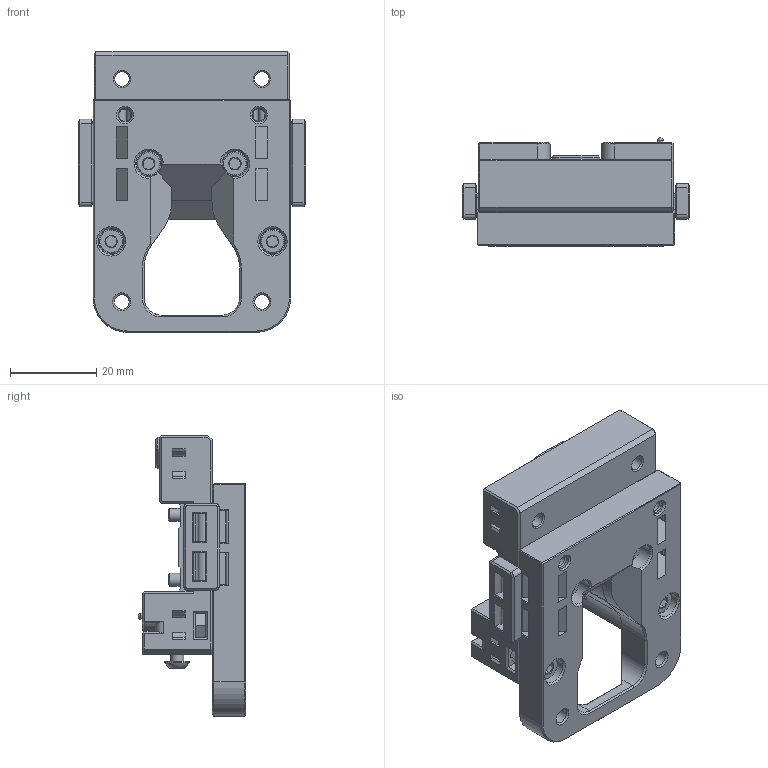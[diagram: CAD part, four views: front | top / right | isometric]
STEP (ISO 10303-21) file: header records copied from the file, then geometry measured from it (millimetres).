
FILE_DESCRIPTION(/* description */ (''),/* implementation_level */ '2;1');
FILE_NAME(/* name */ 'Xol_Carriage_MGN9H PB.step',/* time_stamp */ '2023-08-21T12:53:13+02:00',/* author */ (''),/* organization */ (''),/* preprocessor_version */ 'ST-DEVELOPER v20',/* originating_system */ 'Autodesk Translation Framework v12.9.0.99',/* authorisation */ '');
FILE_SCHEMA (('AUTOMOTIVE_DESIGN { 1 0 10303 214 3 1 1 }'));
Length unit declared in the file: millimetre
Products named in the file (13): (Unsaved); Xol_Carriage_Rear_MGN9H (1); Xol_Carriage_Front_MGN9H (1); Hardware (2); M3x6 BHCS (2); M3 Hexnut (2); M2 Threaded Insert (1); M3x8 SHCS (2); M3 Threaded Insert (1) v1 (2); Belt clip (1); Parallel Pin 3 x 26 (1); Belt clip (1) (1); Parallel Pin 3 x 26 (1) (1)
Assembly tree (29 placements, depth 3):
  (Unsaved)
    Xol_Carriage_Rear_MGN9H (1)
    Xol_Carriage_Front_MGN9H (1)
    Hardware (2)
      M3x8 SHCS (2)  x8
      M3 Threaded Insert (1) v1 (2)  x7
      M3x6 BHCS (2)  x2
      M3 Hexnut (2)  x2
      M2 Threaded Insert (1)
    Belt clip (1)
      Parallel Pin 3 x 26 (1)  x2
    Belt clip (1) (1)
      Parallel Pin 3 x 26 (1) (1)  x2
Bounding box: 52.72 x 25 x 65.08 mm (x, y, z)
Volume: 34012.3 mm3; surface area: 22022.9 mm2
Topology: 28 solids, 35 shells, 2116 faces, 5541 edges, 3577 vertices
Faces by surface type: plane 795, bspline 697, cylinder 424, cone 196, torus 2, sphere 2
Full cylindrical faces by diameter (mm): 1.43 x1, 2.03 x1, 2.9 x7, 2.94 x1, 2.975 x1, 3 x14, 3.2 x7, 3.22 x1, 3.4 x16, 4 x2, 4.2 x7, 4.25 x7, 4.6 x7, 4.7 x7, 5.5 x8, 5.7 x2, 6 x12, 7 x4
Entity records: 44568 total; most frequent: CARTESIAN_POINT 14685, ORIENTED_EDGE 6436, DIRECTION 5631, EDGE_CURVE 3218, VERTEX_POINT 2067, LINE 1881, VECTOR 1881, AXIS2_PLACEMENT_3D 1875
